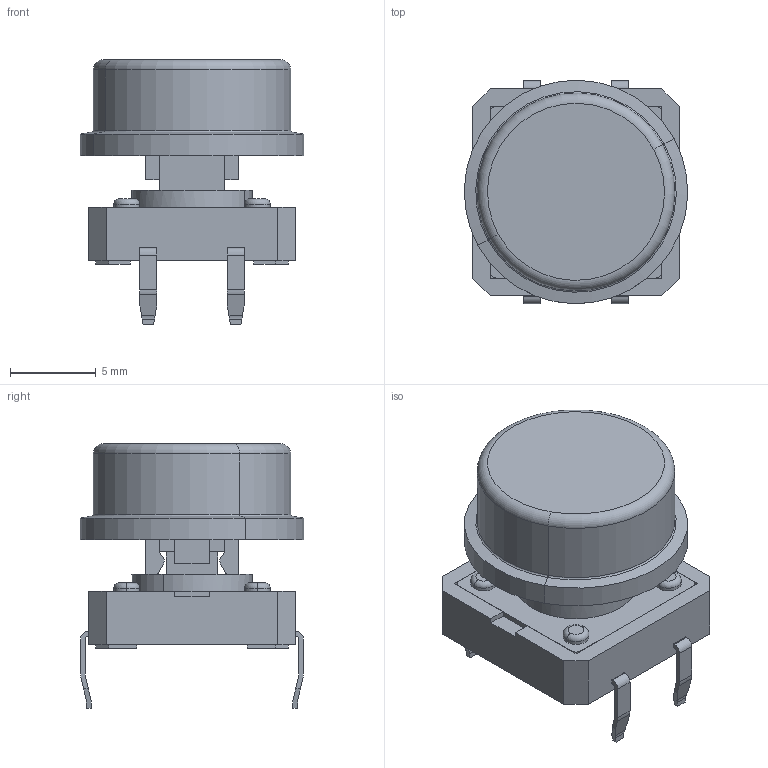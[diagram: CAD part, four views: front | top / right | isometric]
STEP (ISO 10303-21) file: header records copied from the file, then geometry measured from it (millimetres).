
FILE_DESCRIPTION(('CATIA V5 STEP Exchange'),'2;1');
FILE_NAME('Button microswitch_P-B1729+B17172_yellow.stp','2020-11-22T15:52:18+00:00',('none'),('none'),'CATIA Version 5 Release 19 SP 9 (IN-10)','CATIA V5 STEP AP214','none');
FILE_SCHEMA(('AUTOMOTIVE_DESIGN { 1 0 10303 214 1 1 1 1 }'));
Length unit declared in the file: millimetre
Products named in the file (1): Button microswitch_P-B1729+B17172_yellow
Bounding box: 13 x 13 x 15.4 mm (x, y, z)
Volume: 766.8 mm3; surface area: 2107.5 mm2
Topology: 7 solids, 7 shells, 408 faces, 1060 edges, 684 vertices
Faces by surface type: plane 244, cylinder 114, torus 26, sphere 12, cone 12
Entity records: 11476 total; most frequent: CARTESIAN_POINT 2122, ORIENTED_EDGE 2092, DIRECTION 1546, EDGE_CURVE 1046, VECTOR 720, LINE 720, VERTEX_POINT 680, AXIS2_PLACEMENT_3D 562
